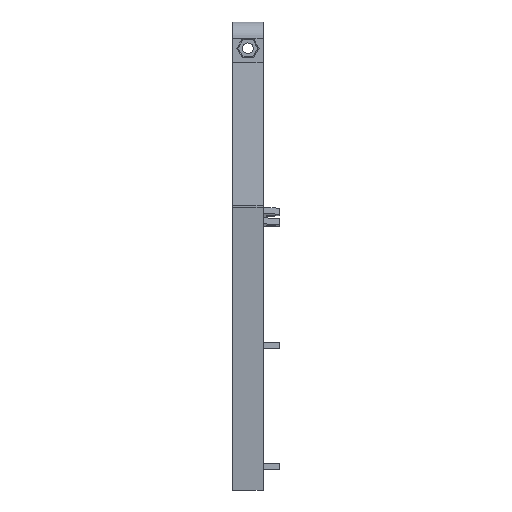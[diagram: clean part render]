
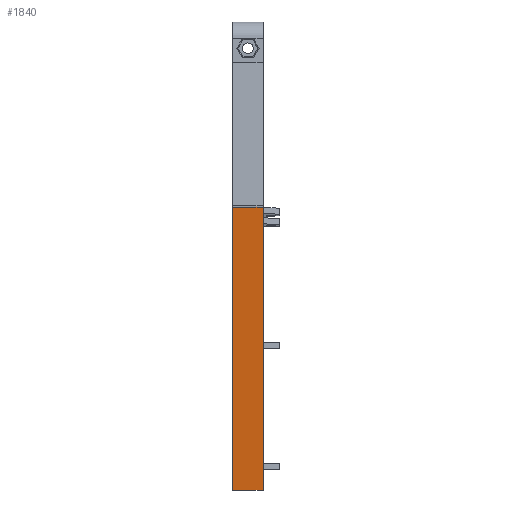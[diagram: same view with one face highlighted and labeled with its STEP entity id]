
A CAD part, left-side view. The second image highlights one B-rep face of the part: STEP entity #1840.
In plain terms, the highlighted planar face has unit normal (-0.994, 0, -0.108).
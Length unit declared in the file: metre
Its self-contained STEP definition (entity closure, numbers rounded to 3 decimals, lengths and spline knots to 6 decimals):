
#295=ORIENTED_EDGE('',*,*,#603,.F.);
#296=ORIENTED_EDGE('',*,*,#762,.T.);
#297=ORIENTED_EDGE('',*,*,#700,.T.);
#298=ORIENTED_EDGE('',*,*,#763,.F.);
#603=EDGE_CURVE('',#865,#866,#1042,.T.);
#700=EDGE_CURVE('',#961,#960,#1132,.T.);
#762=EDGE_CURVE('',#865,#961,#1180,.T.);
#763=EDGE_CURVE('',#866,#960,#1181,.T.);
#865=VERTEX_POINT('',#2584);
#866=VERTEX_POINT('',#2586);
#960=VERTEX_POINT('',#2779);
#961=VERTEX_POINT('',#2781);
#1042=LINE('',#2585,#1263);
#1132=LINE('',#2780,#1353);
#1180=LINE('',#2890,#1401);
#1181=LINE('',#2891,#1402);
#1263=VECTOR('',#2082,1.);
#1353=VECTOR('',#2192,1.);
#1401=VECTOR('',#2304,1.);
#1402=VECTOR('',#2305,1.);
#1512=EDGE_LOOP('',(#295,#296,#297,#298));
#1642=FACE_BOUND('',#1512,.T.);
#1760=PLANE('',#1975);
#1840=ADVANCED_FACE('',(#1642),#1760,.F.);
#1975=AXIS2_PLACEMENT_3D('',#2889,#2302,#2303);
#2082=DIRECTION('',(0.108,0.,-0.994));
#2192=DIRECTION('',(0.108,0.,-0.994));
#2302=DIRECTION('',(0.994,0.,0.108));
#2303=DIRECTION('',(0.108,0.,-0.994));
#2304=DIRECTION('',(0.,1.,0.));
#2305=DIRECTION('',(0.,1.,0.));
#2584=CARTESIAN_POINT('',(-0.317152,-0.015,0.133548));
#2585=CARTESIAN_POINT('',(-0.309599,-0.015,0.063988));
#2586=CARTESIAN_POINT('',(-0.302,-0.015,-0.006));
#2779=CARTESIAN_POINT('',(-0.302,0.,-0.006));
#2780=CARTESIAN_POINT('',(-0.309599,0.,0.063988));
#2781=CARTESIAN_POINT('',(-0.317152,0.,0.133548));
#2889=CARTESIAN_POINT('',(-0.309599,-0.015,0.063988));
#2890=CARTESIAN_POINT('',(-0.317152,-0.015,0.133548));
#2891=CARTESIAN_POINT('',(-0.302,-0.015,-0.006));
